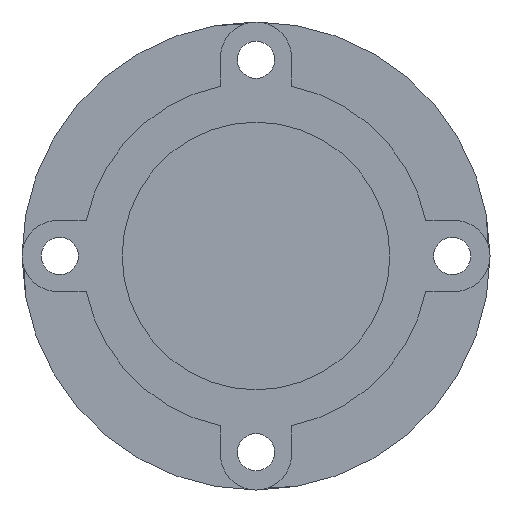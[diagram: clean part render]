
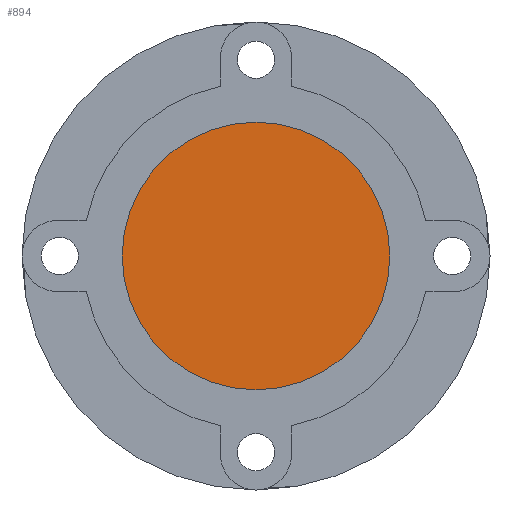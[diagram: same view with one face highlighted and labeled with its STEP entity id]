
A CAD part, left-side view. The second image highlights one B-rep face of the part: STEP entity #894.
In plain terms, the highlighted planar face has unit normal (-1, 0, 0).
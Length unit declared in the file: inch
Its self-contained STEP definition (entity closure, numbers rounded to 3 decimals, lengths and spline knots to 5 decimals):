
#47 = DIRECTION ( 'NONE',  ( 0., 0., 1. ) ) ;
#55 = DIRECTION ( 'NONE',  ( -1., 0., 0. ) ) ;
#57 = CARTESIAN_POINT ( 'NONE',  ( 0., 0., 0. ) ) ;
#77 = ORIENTED_EDGE ( 'NONE', *, *, #1205, .T. ) ;
#257 = DIRECTION ( 'NONE',  ( 0., 0., 1. ) ) ;
#258 = DIRECTION ( 'NONE',  ( -1., 0., 0. ) ) ;
#271 = CARTESIAN_POINT ( 'NONE',  ( 0., 0., 0. ) ) ;
#277 = PLANE ( 'NONE',  #832 ) ;
#461 = EDGE_LOOP ( 'NONE', ( #941, #77 ) ) ;
#626 = CARTESIAN_POINT ( 'NONE',  ( 0., 0., -1.27559 ) ) ;
#627 = CIRCLE ( 'NONE', #661, 1.27559 ) ;
#661 = AXIS2_PLACEMENT_3D ( 'NONE', #1148, #1142, #1138 ) ;
#684 = VERTEX_POINT ( 'NONE', #626 ) ;
#794 = AXIS2_PLACEMENT_3D ( 'NONE', #57, #55, #47 ) ;
#832 = AXIS2_PLACEMENT_3D ( 'NONE', #271, #258, #257 ) ;
#894 = ADVANCED_FACE ( 'NONE', ( #1200 ), #277, .T. ) ;
#941 = ORIENTED_EDGE ( 'NONE', *, *, #1022, .T. ) ;
#1022 = EDGE_CURVE ( 'NONE', #684, #1204, #1064, .T. ) ;
#1064 = CIRCLE ( 'NONE', #794, 1.27559 ) ;
#1138 = DIRECTION ( 'NONE',  ( 0., 0., 1. ) ) ;
#1142 = DIRECTION ( 'NONE',  ( -1., 0., 0. ) ) ;
#1148 = CARTESIAN_POINT ( 'NONE',  ( 0., 0., 0. ) ) ;
#1200 = FACE_OUTER_BOUND ( 'NONE', #461, .T. ) ;
#1204 = VERTEX_POINT ( 'NONE', #1232 ) ;
#1205 = EDGE_CURVE ( 'NONE', #1204, #684, #627, .T. ) ;
#1232 = CARTESIAN_POINT ( 'NONE',  ( 0., 0., 1.27559 ) ) ;
